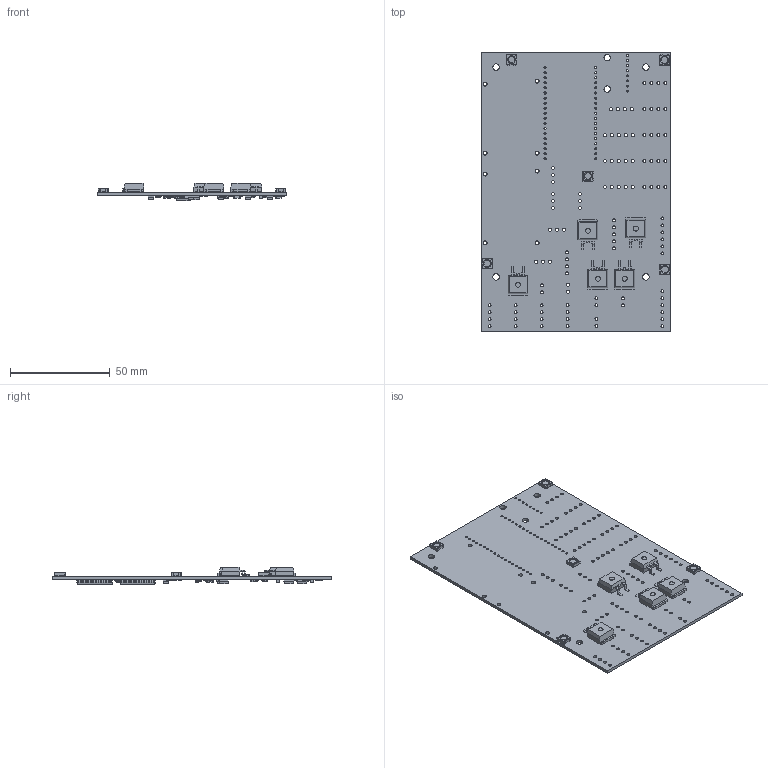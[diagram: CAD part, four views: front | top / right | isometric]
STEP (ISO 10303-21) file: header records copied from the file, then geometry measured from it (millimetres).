
FILE_DESCRIPTION(('KiCad electronic assembly'),'2;1');
FILE_NAME('MainBoard.step','2025-12-22T16:59:21',('Pcbnew'),('Kicad'), 'Open CASCADE STEP processor 7.9','KiCad to STEP converter','Unknown' );
FILE_SCHEMA(('AUTOMOTIVE_DESIGN { 1 0 10303 214 1 1 1 1 }'));
Length unit declared in the file: millimetre
Products named in the file (13): MainBoard 1; LED_WS2812B_PLCC4_5.0x5.0mm_P3.2mm; TO-263-2; MainBoard 1.3.1; SOT-23; R_1206_3216Metric; D_SMA; R_2512_6332Metric; C_1206_3216Metric; VSSOP-10_3x3mm_P0.5mm; SOIC-28W_7.5x17.9mm_P1.27mm; SOIC-8_3.9x4.9mm_P1.27mm; MainBoard_PCB
Assembly tree (53 placements, depth 3):
  MainBoard 1
    LED_WS2812B_PLCC4_5.0x5.0mm_P3.2mm  x5
    TO-263-2  x5
      MainBoard 1.3.1
    SOT-23  x6
    R_1206_3216Metric  x12
    D_SMA  x6
    R_2512_6332Metric  x4
    C_1206_3216Metric  x6
    VSSOP-10_3x3mm_P0.5mm  x4
    SOIC-28W_7.5x17.9mm_P1.27mm  x2
    SOIC-8_3.9x4.9mm_P1.27mm
    MainBoard_PCB
Bounding box: 95 x 140 x 8.85 mm (x, y, z)
Volume: 23200 mm3; surface area: 33234.7 mm2
Topology: 72 solids, 72 shells, 3895 faces, 10423 edges, 6693 vertices
Faces by surface type: plane 2594, cylinder 1028, bspline 268, cone 5
Full cylindrical faces by diameter (mm): 1 x8, 1.04 x38, 1.5 x101, 2 x8, 2.5 x5, 3.2 x6, 3.333 x5
Entity records: 49817 total; most frequent: CARTESIAN_POINT 7373, ORIENTED_EDGE 6931, DIRECTION 6698, EDGE_CURVE 3466, LINE 2508, VECTOR 2508, VERTEX_POINT 2226, AXIS2_PLACEMENT_3D 2095
